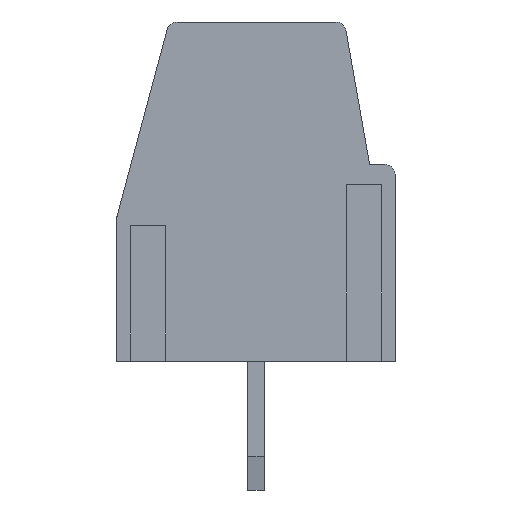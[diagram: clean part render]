
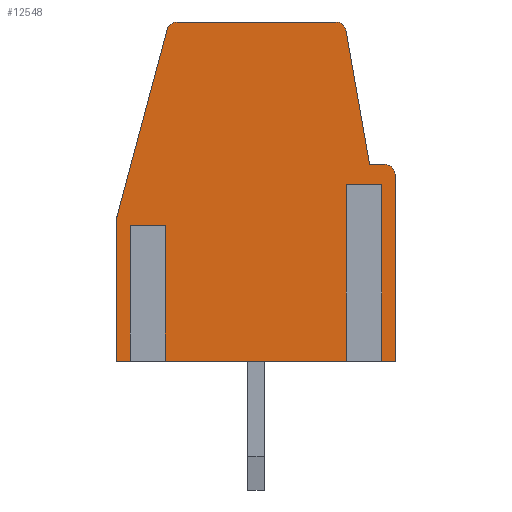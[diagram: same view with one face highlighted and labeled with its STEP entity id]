
A CAD part, left-side view. The second image highlights one B-rep face of the part: STEP entity #12548.
In plain terms, the highlighted planar face has unit normal (-1, 0, 0).
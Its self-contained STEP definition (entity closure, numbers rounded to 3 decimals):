
#10277 = VERTEX_POINT('',#10278);
#10278 = CARTESIAN_POINT('',(-27.939,3.494,0.014));
#10286 = EDGE_CURVE('',#10277,#10287,#10289,.T.);
#10287 = VERTEX_POINT('',#10288);
#10288 = CARTESIAN_POINT('',(-27.939,4.107,0.014));
#10289 = LINE('',#10290,#10291);
#10290 = CARTESIAN_POINT('',(-27.939,-4.093,0.014));
#10291 = VECTOR('',#10292,1.);
#10292 = DIRECTION('',(0.,1.,0.));
#10404 = VERTEX_POINT('',#10405);
#10405 = CARTESIAN_POINT('',(-27.939,-4.093,0.014));
#10411 = EDGE_CURVE('',#10404,#10412,#10414,.T.);
#10412 = VERTEX_POINT('',#10413);
#10413 = CARTESIAN_POINT('',(-27.939,-3.481,0.014));
#10414 = LINE('',#10415,#10416);
#10415 = CARTESIAN_POINT('',(-27.939,-4.093,0.014));
#10416 = VECTOR('',#10417,1.);
#10417 = DIRECTION('',(0.,1.,0.));
#10436 = VERTEX_POINT('',#10437);
#10437 = CARTESIAN_POINT('',(-27.939,-2.881,0.014));
#10443 = EDGE_CURVE('',#10436,#10444,#10446,.T.);
#10444 = VERTEX_POINT('',#10445);
#10445 = CARTESIAN_POINT('',(-27.939,2.894,0.014));
#10446 = LINE('',#10447,#10448);
#10447 = CARTESIAN_POINT('',(-27.939,-4.093,0.014));
#10448 = VECTOR('',#10449,1.);
#10449 = DIRECTION('',(0.,1.,0.));
#11640 = EDGE_CURVE('',#10287,#11641,#11643,.T.);
#11641 = VERTEX_POINT('',#11642);
#11642 = CARTESIAN_POINT('',(-27.939,4.107,4.264));
#11643 = LINE('',#11644,#11645);
#11644 = CARTESIAN_POINT('',(-27.939,4.107,0.014));
#11645 = VECTOR('',#11646,1.);
#11646 = DIRECTION('',(0.,0.,1.));
#11664 = EDGE_CURVE('',#11641,#11665,#11667,.T.);
#11665 = VERTEX_POINT('',#11666);
#11666 = CARTESIAN_POINT('',(-27.939,2.626,9.791));
#11667 = LINE('',#11668,#11669);
#11668 = CARTESIAN_POINT('',(-27.939,4.107,4.264));
#11669 = VECTOR('',#11670,1.);
#11670 = DIRECTION('',(0.,-0.259,0.966));
#11688 = EDGE_CURVE('',#11665,#11689,#11691,.T.);
#11689 = VERTEX_POINT('',#11690);
#11690 = CARTESIAN_POINT('',(-27.939,2.336,10.014));
#11691 = CIRCLE('',#11692,0.3);
#11692 = AXIS2_PLACEMENT_3D('',#11693,#11694,#11695);
#11693 = CARTESIAN_POINT('',(-27.939,2.336,9.714));
#11694 = DIRECTION('',(1.,0.,0.));
#11695 = DIRECTION('',(0.,1.,0.));
#11853 = EDGE_CURVE('',#11689,#11854,#11856,.T.);
#11854 = VERTEX_POINT('',#11855);
#11855 = CARTESIAN_POINT('',(-27.939,-2.351,10.014));
#11856 = LINE('',#11857,#11858);
#11857 = CARTESIAN_POINT('',(-27.939,-4.093,10.014));
#11858 = VECTOR('',#11859,1.);
#11859 = DIRECTION('',(0.,-1.,0.));
#11877 = EDGE_CURVE('',#11854,#11878,#11880,.T.);
#11878 = VERTEX_POINT('',#11879);
#11879 = CARTESIAN_POINT('',(-27.939,-2.646,9.766));
#11880 = CIRCLE('',#11881,0.3);
#11881 = AXIS2_PLACEMENT_3D('',#11882,#11883,#11884);
#11882 = CARTESIAN_POINT('',(-27.939,-2.351,9.714));
#11883 = DIRECTION('',(1.,0.,0.));
#11884 = DIRECTION('',(0.,1.,0.));
#11902 = EDGE_CURVE('',#11878,#11903,#11905,.T.);
#11903 = VERTEX_POINT('',#11904);
#11904 = CARTESIAN_POINT('',(-27.939,-3.343,5.814));
#11905 = LINE('',#11906,#11907);
#11906 = CARTESIAN_POINT('',(-27.939,-2.646,9.766));
#11907 = VECTOR('',#11908,1.);
#11908 = DIRECTION('',(0.,-0.174,-0.985));
#11926 = EDGE_CURVE('',#11903,#11927,#11929,.T.);
#11927 = VERTEX_POINT('',#11928);
#11928 = CARTESIAN_POINT('',(-27.939,-3.793,5.814));
#11929 = LINE('',#11930,#11931);
#11930 = CARTESIAN_POINT('',(-27.939,-3.343,5.814));
#11931 = VECTOR('',#11932,1.);
#11932 = DIRECTION('',(0.,-1.,0.));
#11950 = EDGE_CURVE('',#11927,#11951,#11953,.T.);
#11951 = VERTEX_POINT('',#11952);
#11952 = CARTESIAN_POINT('',(-27.939,-4.093,5.514));
#11953 = CIRCLE('',#11954,0.3);
#11954 = AXIS2_PLACEMENT_3D('',#11955,#11956,#11957);
#11955 = CARTESIAN_POINT('',(-27.939,-3.793,5.514));
#11956 = DIRECTION('',(1.,0.,0.));
#11957 = DIRECTION('',(0.,1.,0.));
#12335 = EDGE_CURVE('',#11951,#10404,#12336,.T.);
#12336 = LINE('',#12337,#12338);
#12337 = CARTESIAN_POINT('',(-27.939,-4.093,5.814));
#12338 = VECTOR('',#12339,1.);
#12339 = DIRECTION('',(0.,0.,-1.));
#12473 = EDGE_CURVE('',#12474,#10277,#12476,.T.);
#12474 = VERTEX_POINT('',#12475);
#12475 = CARTESIAN_POINT('',(-27.939,3.494,4.014));
#12476 = LINE('',#12477,#12478);
#12477 = CARTESIAN_POINT('',(-27.939,3.494,5.814));
#12478 = VECTOR('',#12479,1.);
#12479 = DIRECTION('',(0.,0.,-1.));
#12530 = EDGE_CURVE('',#10444,#12531,#12533,.T.);
#12531 = VERTEX_POINT('',#12532);
#12532 = CARTESIAN_POINT('',(-27.939,2.894,4.014));
#12533 = LINE('',#12534,#12535);
#12534 = CARTESIAN_POINT('',(-27.939,2.894,5.814));
#12535 = VECTOR('',#12536,1.);
#12536 = DIRECTION('',(0.,0.,1.));
#12548 = ADVANCED_FACE('',(#12549),#12593,.F.);
#12549 = FACE_BOUND('',#12550,.T.);
#12550 = EDGE_LOOP('',(#12551,#12559,#12567,#12573,#12574,#12575,#12576,
    #12577,#12578,#12579,#12580,#12581,#12582,#12583,#12584,#12585,
    #12591,#12592));
#12551 = ORIENTED_EDGE('',*,*,#12552,.F.);
#12552 = EDGE_CURVE('',#12553,#10436,#12555,.T.);
#12553 = VERTEX_POINT('',#12554);
#12554 = CARTESIAN_POINT('',(-27.939,-2.881,5.214));
#12555 = LINE('',#12556,#12557);
#12556 = CARTESIAN_POINT('',(-27.939,-2.881,5.814));
#12557 = VECTOR('',#12558,1.);
#12558 = DIRECTION('',(0.,0.,-1.));
#12559 = ORIENTED_EDGE('',*,*,#12560,.F.);
#12560 = EDGE_CURVE('',#12561,#12553,#12563,.T.);
#12561 = VERTEX_POINT('',#12562);
#12562 = CARTESIAN_POINT('',(-27.939,-3.481,5.214));
#12563 = LINE('',#12564,#12565);
#12564 = CARTESIAN_POINT('',(-27.939,-4.093,5.214));
#12565 = VECTOR('',#12566,1.);
#12566 = DIRECTION('',(0.,1.,0.));
#12567 = ORIENTED_EDGE('',*,*,#12568,.F.);
#12568 = EDGE_CURVE('',#10412,#12561,#12569,.T.);
#12569 = LINE('',#12570,#12571);
#12570 = CARTESIAN_POINT('',(-27.939,-3.481,5.814));
#12571 = VECTOR('',#12572,1.);
#12572 = DIRECTION('',(0.,0.,1.));
#12573 = ORIENTED_EDGE('',*,*,#10411,.F.);
#12574 = ORIENTED_EDGE('',*,*,#12335,.F.);
#12575 = ORIENTED_EDGE('',*,*,#11950,.F.);
#12576 = ORIENTED_EDGE('',*,*,#11926,.F.);
#12577 = ORIENTED_EDGE('',*,*,#11902,.F.);
#12578 = ORIENTED_EDGE('',*,*,#11877,.F.);
#12579 = ORIENTED_EDGE('',*,*,#11853,.F.);
#12580 = ORIENTED_EDGE('',*,*,#11688,.F.);
#12581 = ORIENTED_EDGE('',*,*,#11664,.F.);
#12582 = ORIENTED_EDGE('',*,*,#11640,.F.);
#12583 = ORIENTED_EDGE('',*,*,#10286,.F.);
#12584 = ORIENTED_EDGE('',*,*,#12473,.F.);
#12585 = ORIENTED_EDGE('',*,*,#12586,.F.);
#12586 = EDGE_CURVE('',#12531,#12474,#12587,.T.);
#12587 = LINE('',#12588,#12589);
#12588 = CARTESIAN_POINT('',(-27.939,-4.093,4.014));
#12589 = VECTOR('',#12590,1.);
#12590 = DIRECTION('',(0.,1.,0.));
#12591 = ORIENTED_EDGE('',*,*,#12530,.F.);
#12592 = ORIENTED_EDGE('',*,*,#10443,.F.);
#12593 = PLANE('',#12594);
#12594 = AXIS2_PLACEMENT_3D('',#12595,#12596,#12597);
#12595 = CARTESIAN_POINT('',(-27.939,-4.093,5.814));
#12596 = DIRECTION('',(1.,0.,0.));
#12597 = DIRECTION('',(0.,1.,0.));
